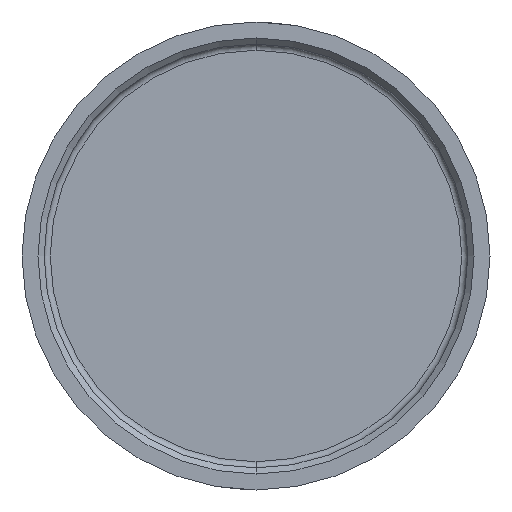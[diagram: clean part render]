
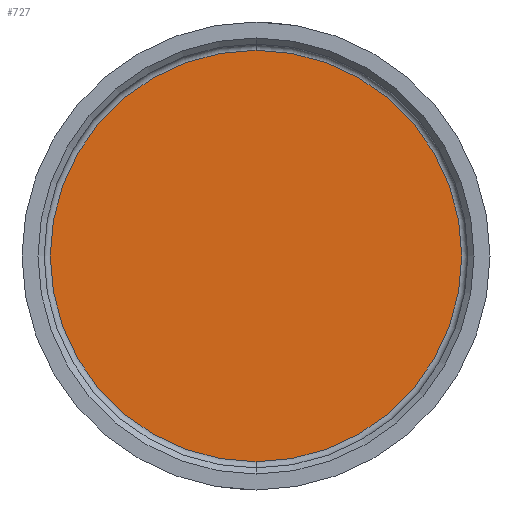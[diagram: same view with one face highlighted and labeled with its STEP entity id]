
A CAD part, front view. The second image highlights one B-rep face of the part: STEP entity #727.
In plain terms, the highlighted planar face has unit normal (0, -1, 0).
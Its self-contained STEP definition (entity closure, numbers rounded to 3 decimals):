
#365=CARTESIAN_POINT('',(0.,10.57,0.));
#366=DIRECTION('',(0.,1.,0.));
#367=DIRECTION('',(0.,0.,1.));
#368=AXIS2_PLACEMENT_3D('',#365,#366,#367);
#370=CARTESIAN_POINT('',(0.,10.57,0.));
#371=DIRECTION('',(0.,1.,0.));
#372=DIRECTION('',(0.,0.,-1.));
#373=AXIS2_PLACEMENT_3D('',#370,#371,#372);
#412=CARTESIAN_POINT('',(0.,10.57,33.5));
#413=CARTESIAN_POINT('',(0.,10.57,-33.5));
#414=VERTEX_POINT('',#412);
#415=VERTEX_POINT('',#413);
#717=CARTESIAN_POINT('',(0.,10.57,0.));
#718=DIRECTION('',(0.,1.,0.));
#719=DIRECTION('',(1.,0.,0.));
#720=AXIS2_PLACEMENT_3D('',#717,#718,#719);
#721=PLANE('',#720);
#723=ORIENTED_EDGE('',*,*,#722,.T.);
#724=ORIENTED_EDGE('',*,*,#707,.T.);
#725=EDGE_LOOP('',(#723,#724));
#726=FACE_OUTER_BOUND('',#725,.F.);
#727=ADVANCED_FACE('',(#726),#721,.F.);
#369=CIRCLE('',#368,33.5);
#374=CIRCLE('',#373,33.5);
#707=EDGE_CURVE('',#415,#414,#374,.T.);
#722=EDGE_CURVE('',#414,#415,#369,.T.);
